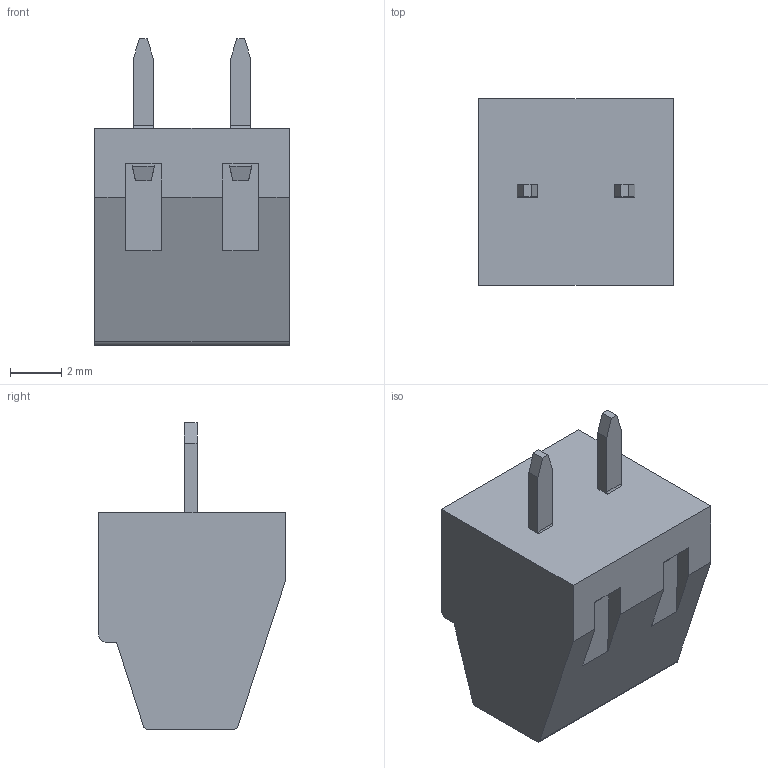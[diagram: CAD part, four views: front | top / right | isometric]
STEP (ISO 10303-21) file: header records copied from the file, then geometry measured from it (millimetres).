
FILE_DESCRIPTION(('CATIA V5 STEP Exchange'),'2;1');
FILE_NAME('DG381-THR-3.81-02P-1Y-00AH.stp','2020-05-21T01:10:34+00:00',('none'),('none'),'CATIA Version 5 Release 20 GA (IN-10)','CATIA V5 STEP AP203 WITH EXTENSIONS','none');
FILE_SCHEMA(('CONFIG_CONTROL_DESIGN','SHAPE_APPEARANCE_LAYER_MIM'));
Length unit declared in the file: millimetre
Products named in the file (1): DG381-381-1000A_ASM_AllCATPart
Bounding box: 7.62 x 7.3 x 12 mm (x, y, z)
Volume: 361.3 mm3; surface area: 410.7 mm2
Topology: 1 solids, 1 shells, 406 faces, 1152 edges, 766 vertices
Faces by surface type: plane 375, cylinder 23, cone 4, torus 4
Entity records: 13007 total; most frequent: CARTESIAN_POINT 2583, ORIENTED_EDGE 2304, DIRECTION 1869, EDGE_CURVE 1152, VECTOR 1070, LINE 1070, VERTEX_POINT 766, EDGE_LOOP 424
